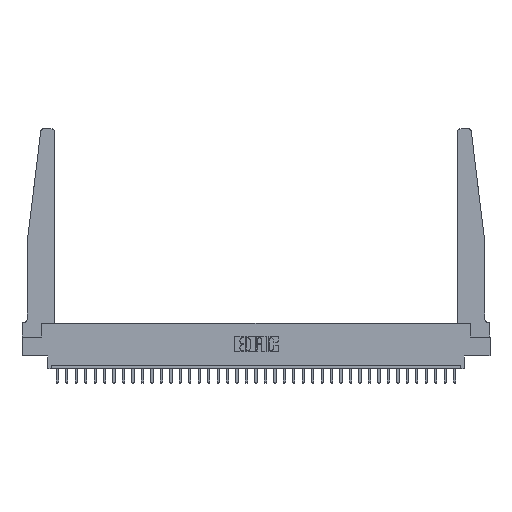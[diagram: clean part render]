
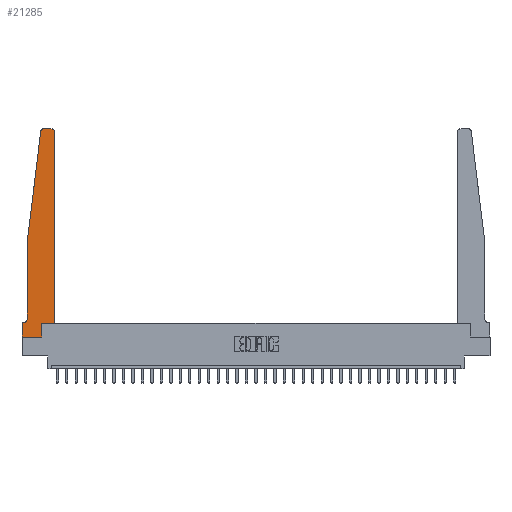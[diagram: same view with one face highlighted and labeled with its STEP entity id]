
A CAD part, top view. The second image highlights one B-rep face of the part: STEP entity #21285.
In plain terms, the highlighted planar face has unit normal (0, 0, 1).
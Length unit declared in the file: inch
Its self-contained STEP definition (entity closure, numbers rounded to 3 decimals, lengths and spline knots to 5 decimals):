
#79 = VERTEX_POINT ( 'NONE', #10515 ) ;
#281 = ORIENTED_EDGE ( 'NONE', *, *, #1872, .T. ) ;
#622 = VERTEX_POINT ( 'NONE', #27824 ) ;
#908 = DIRECTION ( 'NONE',  ( -0.122, -0.992, 0. ) ) ;
#956 = DIRECTION ( 'NONE',  ( -1., 0., 0. ) ) ;
#1175 = CARTESIAN_POINT ( 'NONE',  ( 0.25, 2.75, 0.37 ) ) ;
#1267 = AXIS2_PLACEMENT_3D ( 'NONE', #27842, #3540, #15416 ) ;
#1412 = ORIENTED_EDGE ( 'NONE', *, *, #4884, .T. ) ;
#1872 = EDGE_CURVE ( 'NONE', #9197, #11791, #29242, .T. ) ;
#2028 = AXIS2_PLACEMENT_3D ( 'NONE', #10314, #22153, #19865 ) ;
#2180 = DIRECTION ( 'NONE',  ( -1., 0., 0. ) ) ;
#2345 = EDGE_CURVE ( 'NONE', #27547, #9197, #20413, .T. ) ;
#3131 = AXIS2_PLACEMENT_3D ( 'NONE', #7679, #10222, #5283 ) ;
#3540 = DIRECTION ( 'NONE',  ( 0., 0., 1. ) ) ;
#4116 = ORIENTED_EDGE ( 'NONE', *, *, #24811, .T. ) ;
#4573 = CARTESIAN_POINT ( 'NONE',  ( 0.065, 1.25, 0.37 ) ) ;
#4817 = CARTESIAN_POINT ( 'NONE',  ( 0.015, 0.2375, 0.37 ) ) ;
#4884 = EDGE_CURVE ( 'NONE', #10204, #14809, #31315, .T. ) ;
#5283 = DIRECTION ( 'NONE',  ( 1., 0., 0. ) ) ;
#5408 = ORIENTED_EDGE ( 'NONE', *, *, #23636, .T. ) ;
#5810 = CARTESIAN_POINT ( 'NONE',  ( 0.2605, 0.18, 0.37 ) ) ;
#6473 = LINE ( 'NONE', #15972, #12568 ) ;
#6562 = ORIENTED_EDGE ( 'NONE', *, *, #2345, .T. ) ;
#7103 = DIRECTION ( 'NONE',  ( -1., 0., 0. ) ) ;
#7679 = CARTESIAN_POINT ( 'NONE',  ( 0., 0.1875, 0.37 ) ) ;
#7904 = CARTESIAN_POINT ( 'NONE',  ( 0.2605, 0., 0.37 ) ) ;
#8898 = CARTESIAN_POINT ( 'NONE',  ( 0.425, 0.18, 0.37 ) ) ;
#9011 = CARTESIAN_POINT ( 'NONE',  ( 0.015, 0.1875, 0.37 ) ) ;
#9197 = VERTEX_POINT ( 'NONE', #9011 ) ;
#9291 = EDGE_CURVE ( 'NONE', #622, #27547, #17899, .T. ) ;
#9356 = VERTEX_POINT ( 'NONE', #21377 ) ;
#9843 = CARTESIAN_POINT ( 'NONE',  ( 0., 0., 0.37 ) ) ;
#10204 = VERTEX_POINT ( 'NONE', #29950 ) ;
#10222 = DIRECTION ( 'NONE',  ( 0., 0., 1. ) ) ;
#10314 = CARTESIAN_POINT ( 'NONE',  ( 0.27653, 2.72, 0.37 ) ) ;
#10515 = CARTESIAN_POINT ( 'NONE',  ( 0.425, 0.18, 0.37 ) ) ;
#11201 = VERTEX_POINT ( 'NONE', #12040 ) ;
#11779 = DIRECTION ( 'NONE',  ( 0., -1., 0. ) ) ;
#11791 = VERTEX_POINT ( 'NONE', #22968 ) ;
#11914 = EDGE_CURVE ( 'NONE', #11791, #19143, #27670, .T. ) ;
#12040 = CARTESIAN_POINT ( 'NONE',  ( 0.395, 2.75, 0.37 ) ) ;
#12366 = VECTOR ( 'NONE', #26589, 39.37008 ) ;
#12568 = VECTOR ( 'NONE', #20886, 39.37008 ) ;
#13000 = DIRECTION ( 'NONE',  ( 1., 0., 0. ) ) ;
#13344 = AXIS2_PLACEMENT_3D ( 'NONE', #4817, #24356, #2180 ) ;
#14809 = VERTEX_POINT ( 'NONE', #23984 ) ;
#15271 = CARTESIAN_POINT ( 'NONE',  ( 0., 0., 0.37 ) ) ;
#15416 = DIRECTION ( 'NONE',  ( 1., 0., 0. ) ) ;
#15478 = VERTEX_POINT ( 'NONE', #19815 ) ;
#15963 = CARTESIAN_POINT ( 'NONE',  ( 0., 0., 0.37 ) ) ;
#15972 = CARTESIAN_POINT ( 'NONE',  ( 0.425, 0.18, 0.37 ) ) ;
#16339 = EDGE_CURVE ( 'NONE', #11201, #10204, #21374, .T. ) ;
#16676 = CARTESIAN_POINT ( 'NONE',  ( 0.065, 0.1875, 0.37 ) ) ;
#17219 = PLANE ( 'NONE',  #3131 ) ;
#17770 = VECTOR ( 'NONE', #7103, 39.37008 ) ;
#17899 = LINE ( 'NONE', #4573, #30897 ) ;
#18349 = LINE ( 'NONE', #30092, #21431 ) ;
#18456 = FACE_OUTER_BOUND ( 'NONE', #28606, .T. ) ;
#18503 = DIRECTION ( 'NONE',  ( 0., -1., 0. ) ) ;
#18690 = LINE ( 'NONE', #5810, #29405 ) ;
#19143 = VERTEX_POINT ( 'NONE', #15271 ) ;
#19311 = LINE ( 'NONE', #9843, #28517 ) ;
#19815 = CARTESIAN_POINT ( 'NONE',  ( 0.425, 2.72, 0.37 ) ) ;
#19865 = DIRECTION ( 'NONE',  ( 1., 0., 0. ) ) ;
#20040 = EDGE_CURVE ( 'NONE', #19143, #22903, #19311, .T. ) ;
#20413 = CIRCLE ( 'NONE', #13344, 0.05 ) ;
#20758 = EDGE_CURVE ( 'NONE', #79, #15478, #29999, .T. ) ;
#20886 = DIRECTION ( 'NONE',  ( 1., 0., 0. ) ) ;
#21285 = ADVANCED_FACE ( 'NONE', ( #18456 ), #17219, .T. ) ;
#21374 = LINE ( 'NONE', #1175, #26001 ) ;
#21377 = CARTESIAN_POINT ( 'NONE',  ( 0.2605, 0.18, 0.37 ) ) ;
#21431 = VECTOR ( 'NONE', #908, 39.37008 ) ;
#22153 = DIRECTION ( 'NONE',  ( 0., 0., 1. ) ) ;
#22724 = VECTOR ( 'NONE', #18503, 39.37008 ) ;
#22903 = VERTEX_POINT ( 'NONE', #7904 ) ;
#22907 = DIRECTION ( 'NONE',  ( 0., 1., 0. ) ) ;
#22968 = CARTESIAN_POINT ( 'NONE',  ( 0., 0.1875, 0.37 ) ) ;
#23636 = EDGE_CURVE ( 'NONE', #14809, #622, #18349, .T. ) ;
#23984 = CARTESIAN_POINT ( 'NONE',  ( 0.24675, 2.72367, 0.37 ) ) ;
#24295 = EDGE_CURVE ( 'NONE', #22903, #9356, #18690, .T. ) ;
#24356 = DIRECTION ( 'NONE',  ( 0., 0., -1. ) ) ;
#24757 = ORIENTED_EDGE ( 'NONE', *, *, #16339, .T. ) ;
#24811 = EDGE_CURVE ( 'NONE', #9356, #79, #6473, .T. ) ;
#25199 = CARTESIAN_POINT ( 'NONE',  ( 0.065, 0.2375, 0.37 ) ) ;
#26001 = VECTOR ( 'NONE', #956, 39.37008 ) ;
#26589 = DIRECTION ( 'NONE',  ( 0., 1., 0. ) ) ;
#27547 = VERTEX_POINT ( 'NONE', #25199 ) ;
#27670 = LINE ( 'NONE', #15963, #22724 ) ;
#27690 = ORIENTED_EDGE ( 'NONE', *, *, #20758, .T. ) ;
#27824 = CARTESIAN_POINT ( 'NONE',  ( 0.065, 1.25, 0.37 ) ) ;
#27842 = CARTESIAN_POINT ( 'NONE',  ( 0.395, 2.72, 0.37 ) ) ;
#28488 = CIRCLE ( 'NONE', #1267, 0.03 ) ;
#28517 = VECTOR ( 'NONE', #13000, 39.37008 ) ;
#28606 = EDGE_LOOP ( 'NONE', ( #24757, #1412, #5408, #28632, #6562, #281, #30147, #31356, #30788, #4116, #27690, #29742 ) ) ;
#28632 = ORIENTED_EDGE ( 'NONE', *, *, #9291, .T. ) ;
#29242 = LINE ( 'NONE', #16676, #17770 ) ;
#29405 = VECTOR ( 'NONE', #22907, 39.37008 ) ;
#29742 = ORIENTED_EDGE ( 'NONE', *, *, #30382, .T. ) ;
#29950 = CARTESIAN_POINT ( 'NONE',  ( 0.27653, 2.75, 0.37 ) ) ;
#29999 = LINE ( 'NONE', #8898, #12366 ) ;
#30092 = CARTESIAN_POINT ( 'NONE',  ( 0.065, 1.25, 0.37 ) ) ;
#30147 = ORIENTED_EDGE ( 'NONE', *, *, #11914, .T. ) ;
#30382 = EDGE_CURVE ( 'NONE', #15478, #11201, #28488, .T. ) ;
#30788 = ORIENTED_EDGE ( 'NONE', *, *, #24295, .T. ) ;
#30897 = VECTOR ( 'NONE', #11779, 39.37008 ) ;
#31315 = CIRCLE ( 'NONE', #2028, 0.03 ) ;
#31356 = ORIENTED_EDGE ( 'NONE', *, *, #20040, .T. ) ;
